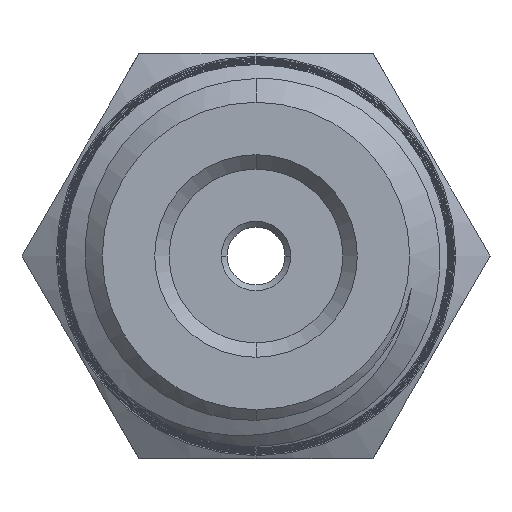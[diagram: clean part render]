
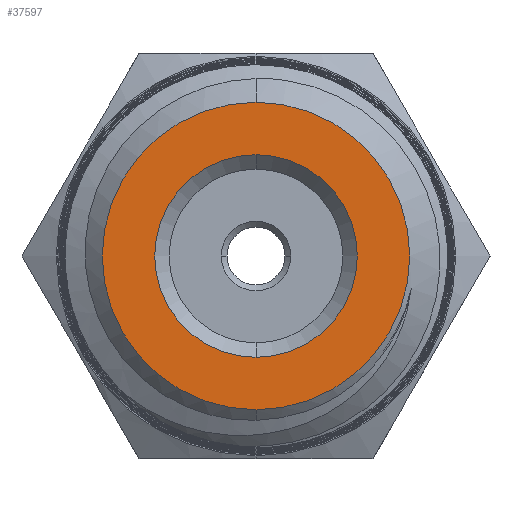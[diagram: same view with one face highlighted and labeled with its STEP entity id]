
A CAD part, front view. The second image highlights one B-rep face of the part: STEP entity #37597.
In plain terms, the highlighted planar face has unit normal (0, -1, 0).
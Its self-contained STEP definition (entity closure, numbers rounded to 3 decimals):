
#596 = AXIS2_PLACEMENT_3D ( 'NONE', #17316, #43410, #21056 ) ;
#5241 = EDGE_LOOP ( 'NONE', ( #22723, #18679 ) ) ;
#6116 = CARTESIAN_POINT ( 'NONE',  ( 0., -11.5, 5.31 ) ) ;
#6135 = VERTEX_POINT ( 'NONE', #16212 ) ;
#6616 = DIRECTION ( 'NONE',  ( 0., 1., 0. ) ) ;
#7137 = EDGE_LOOP ( 'NONE', ( #11097, #33768 ) ) ;
#7857 = VERTEX_POINT ( 'NONE', #32116 ) ;
#11097 = ORIENTED_EDGE ( 'NONE', *, *, #41708, .T. ) ;
#13679 = AXIS2_PLACEMENT_3D ( 'NONE', #40914, #18710, #44804 ) ;
#16054 = VERTEX_POINT ( 'NONE', #6116 ) ;
#16212 = CARTESIAN_POINT ( 'NONE',  ( 0., -11.5, -3.5 ) ) ;
#16222 = EDGE_CURVE ( 'NONE', #47806, #6135, #21133, .T. ) ;
#16253 = CARTESIAN_POINT ( 'NONE',  ( 0., -11.5, 3.5 ) ) ;
#17316 = CARTESIAN_POINT ( 'NONE',  ( 0., -11.5, 0. ) ) ;
#18679 = ORIENTED_EDGE ( 'NONE', *, *, #16222, .T. ) ;
#18710 = DIRECTION ( 'NONE',  ( 0., -1., 0. ) ) ;
#19652 = CARTESIAN_POINT ( 'NONE',  ( 0., -11.5, 0. ) ) ;
#20235 = CARTESIAN_POINT ( 'NONE',  ( 0., -11.5, 0. ) ) ;
#21056 = DIRECTION ( 'NONE',  ( 0., 0., 1. ) ) ;
#21133 = CIRCLE ( 'NONE', #24371, 3.5 ) ;
#22723 = ORIENTED_EDGE ( 'NONE', *, *, #44050, .T. ) ;
#23377 = DIRECTION ( 'NONE',  ( 0., 0., 1. ) ) ;
#23600 = CIRCLE ( 'NONE', #28367, 5.31 ) ;
#23969 = DIRECTION ( 'NONE',  ( 0., 0., -1. ) ) ;
#24371 = AXIS2_PLACEMENT_3D ( 'NONE', #28925, #6616, #32655 ) ;
#25932 = CIRCLE ( 'NONE', #596, 5.31 ) ;
#27180 = FACE_BOUND ( 'NONE', #5241, .T. ) ;
#28367 = AXIS2_PLACEMENT_3D ( 'NONE', #19652, #45737, #23377 ) ;
#28925 = CARTESIAN_POINT ( 'NONE',  ( 0., -11.5, 0. ) ) ;
#29801 = PLANE ( 'NONE',  #13679 ) ;
#32116 = CARTESIAN_POINT ( 'NONE',  ( 0., -11.5, -5.31 ) ) ;
#32655 = DIRECTION ( 'NONE',  ( 0., 0., -1. ) ) ;
#33768 = ORIENTED_EDGE ( 'NONE', *, *, #44293, .F. ) ;
#37597 = ADVANCED_FACE ( 'NONE', ( #27180, #47057 ), #29801, .T. ) ;
#40914 = CARTESIAN_POINT ( 'NONE',  ( 0., -11.5, 0. ) ) ;
#41708 = EDGE_CURVE ( 'NONE', #16054, #7857, #23600, .T. ) ;
#43410 = DIRECTION ( 'NONE',  ( 0., 1., 0. ) ) ;
#44028 = AXIS2_PLACEMENT_3D ( 'NONE', #20235, #46323, #23969 ) ;
#44050 = EDGE_CURVE ( 'NONE', #6135, #47806, #45753, .T. ) ;
#44293 = EDGE_CURVE ( 'NONE', #16054, #7857, #25932, .T. ) ;
#44804 = DIRECTION ( 'NONE',  ( 0., 0., -1. ) ) ;
#45737 = DIRECTION ( 'NONE',  ( 0., -1., 0. ) ) ;
#45753 = CIRCLE ( 'NONE', #44028, 3.5 ) ;
#46323 = DIRECTION ( 'NONE',  ( 0., 1., 0. ) ) ;
#47057 = FACE_OUTER_BOUND ( 'NONE', #7137, .T. ) ;
#47806 = VERTEX_POINT ( 'NONE', #16253 ) ;
